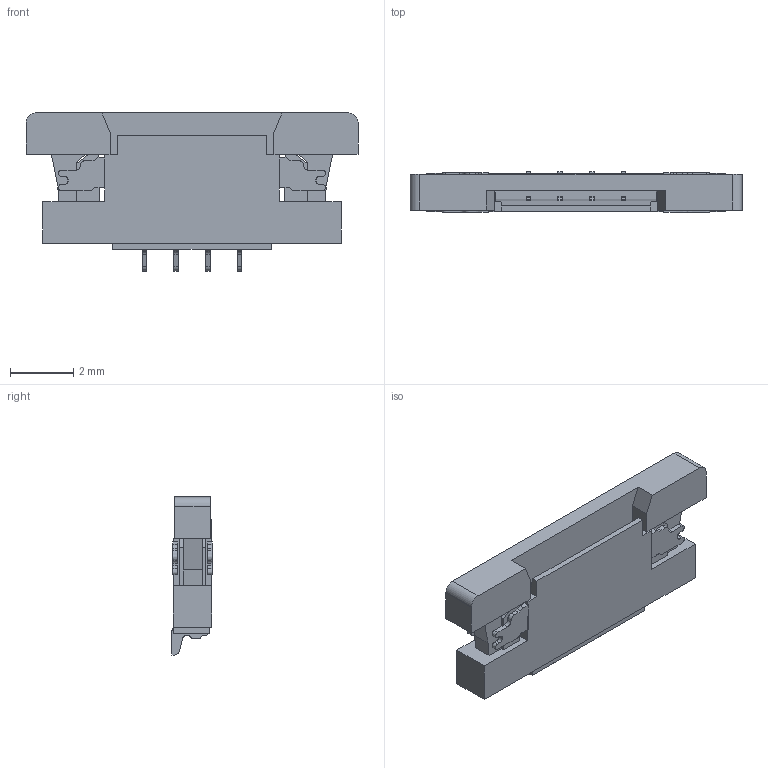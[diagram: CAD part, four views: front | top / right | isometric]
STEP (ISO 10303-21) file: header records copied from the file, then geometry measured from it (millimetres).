
FILE_DESCRIPTION(('CoCreate Modeling STEP Export'),'2;1');
FILE_NAME('FP1019-04XXX.stp','2021-11-09T16:43:24',(''),(''),'CoCreate Modeling STEP processor for AP214 (Solid Model)','CoCreate Modeling 16.00 13-May-2008 (C) Parametric Technology GmbH','');
FILE_SCHEMA(('AUTOMOTIVE_DESIGN { 1 0 10303 214 1 1 1 1 }'));
Length unit declared in the file: millimetre
Products named in the file (3): FP1019H-04XXX; FP1019H-04; FP1019-04XXX
Assembly tree (2 placements, depth 2):
  FP1019-04XXX
    FP1019H-04
    FP1019H-04XXX
Bounding box: 10.46 x 1.27 x 4.98 mm (x, y, z)
Surface area: 177.3 mm2 (no closed solid volume)
Topology: 0 solids, 2 shells, 271 faces, 841 edges, 586 vertices
Faces by surface type: plane 195, cylinder 68, extrusion 8
Entity records: 9396 total; most frequent: CARTESIAN_POINT 1734, ORIENTED_EDGE 1632, DIRECTION 1414, EDGE_CURVE 817, VECTOR 658, LINE 650, VERTEX_POINT 538, AXIS2_PLACEMENT_3D 378
